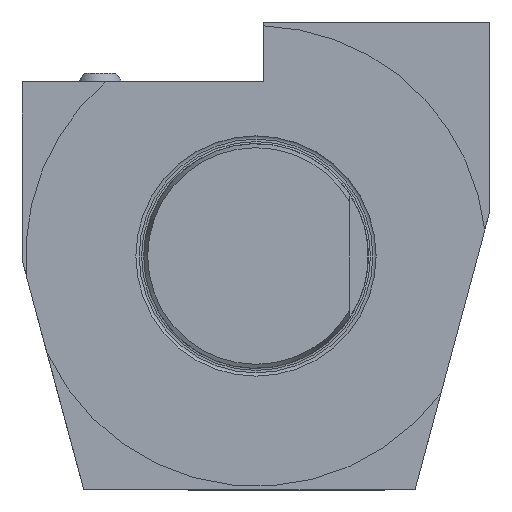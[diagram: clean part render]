
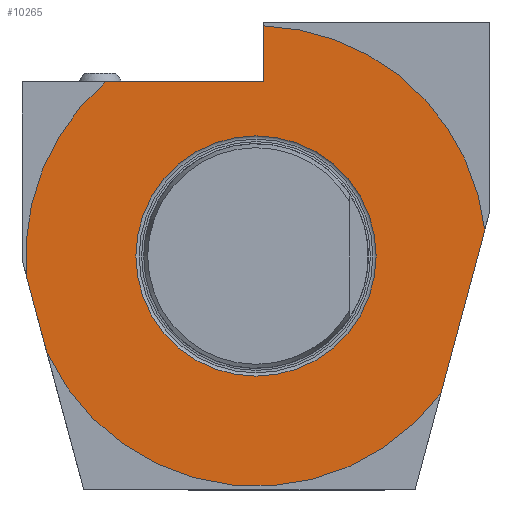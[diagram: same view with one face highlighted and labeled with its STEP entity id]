
A CAD part, front view. The second image highlights one B-rep face of the part: STEP entity #10265.
In plain terms, the highlighted planar face has unit normal (0, -1, 0).
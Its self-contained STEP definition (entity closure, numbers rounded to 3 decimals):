
#48 = VERTEX_POINT ( 'NONE', #18868 ) ;
#396 = CARTESIAN_POINT ( 'NONE',  ( 0., 0., 0. ) ) ;
#536 = EDGE_LOOP ( 'NONE', ( #12575 ) ) ;
#869 = VERTEX_POINT ( 'NONE', #10521 ) ;
#1346 = DIRECTION ( 'NONE',  ( 1., 0., 0. ) ) ;
#1395 = DIRECTION ( 'NONE',  ( 0., 0., -1. ) ) ;
#1586 = EDGE_CURVE ( 'NONE', #10928, #14034, #2844, .T. ) ;
#2222 = VERTEX_POINT ( 'NONE', #8636 ) ;
#2424 = EDGE_CURVE ( 'NONE', #869, #14141, #15461, .T. ) ;
#2481 = DIRECTION ( 'NONE',  ( 0., 1., 0. ) ) ;
#2517 = CARTESIAN_POINT ( 'NONE',  ( 0., 0., 0. ) ) ;
#2741 = CARTESIAN_POINT ( 'NONE',  ( -55.844, 0., -25.763 ) ) ;
#2844 = LINE ( 'NONE', #13917, #8649 ) ;
#3052 = CARTESIAN_POINT ( 'NONE',  ( -32.15, 0., 46.5 ) ) ;
#3665 = CARTESIAN_POINT ( 'NONE',  ( 61.107, 0., 6.942 ) ) ;
#4002 = AXIS2_PLACEMENT_3D ( 'NONE', #12404, #10948, #17235 ) ;
#4542 = DIRECTION ( 'NONE',  ( 0.259, 0., 0.966 ) ) ;
#5297 = VECTOR ( 'NONE', #1395, 1000. ) ;
#5324 = ORIENTED_EDGE ( 'NONE', *, *, #6923, .F. ) ;
#5427 = CARTESIAN_POINT ( 'NONE',  ( 32.095, 0., 0. ) ) ;
#6452 = AXIS2_PLACEMENT_3D ( 'NONE', #18172, #2481, #19825 ) ;
#6923 = EDGE_CURVE ( 'NONE', #48, #14141, #8762, .T. ) ;
#7235 = ORIENTED_EDGE ( 'NONE', *, *, #2424, .T. ) ;
#7312 = VERTEX_POINT ( 'NONE', #11038 ) ;
#8636 = CARTESIAN_POINT ( 'NONE',  ( 2., 0., 46.5 ) ) ;
#8649 = VECTOR ( 'NONE', #20178, 1000. ) ;
#8762 = CIRCLE ( 'NONE', #6452, 61.5 ) ;
#8808 = EDGE_CURVE ( 'NONE', #2222, #7312, #14228, .T. ) ;
#8947 = ORIENTED_EDGE ( 'NONE', *, *, #1586, .T. ) ;
#9516 = FACE_OUTER_BOUND ( 'NONE', #13939, .T. ) ;
#9687 = DIRECTION ( 'NONE',  ( -1., 0., 0. ) ) ;
#9716 = EDGE_CURVE ( 'NONE', #869, #14034, #13231, .T. ) ;
#10265 = ADVANCED_FACE ( 'Defeature completata2_1', ( #9516, #11053 ), #15494, .T. ) ;
#10492 = DIRECTION ( 'NONE',  ( 0., -1., 0. ) ) ;
#10521 = CARTESIAN_POINT ( 'NONE',  ( 49.449, 0., -36.565 ) ) ;
#10928 = VERTEX_POINT ( 'NONE', #15643 ) ;
#10929 = ORIENTED_EDGE ( 'NONE', *, *, #10939, .T. ) ;
#10939 = EDGE_CURVE ( 'NONE', #48, #2222, #15444, .T. ) ;
#10948 = DIRECTION ( 'NONE',  ( 0., 1., 0. ) ) ;
#11038 = CARTESIAN_POINT ( 'NONE',  ( -40.249, 0., 46.5 ) ) ;
#11053 = FACE_BOUND ( 'NONE', #536, .T. ) ;
#11091 = VECTOR ( 'NONE', #9687, 1000. ) ;
#11253 = VECTOR ( 'NONE', #4542, 1000. ) ;
#12404 = CARTESIAN_POINT ( 'NONE',  ( 0., 0., 0. ) ) ;
#12575 = ORIENTED_EDGE ( 'NONE', *, *, #14971, .F. ) ;
#13115 = DIRECTION ( 'NONE',  ( -1., 0., 0. ) ) ;
#13231 = CIRCLE ( 'NONE', #4002, 61.5 ) ;
#13319 = DIRECTION ( 'NONE',  ( 0., 1., 0. ) ) ;
#13457 = ORIENTED_EDGE ( 'NONE', *, *, #16589, .F. ) ;
#13917 = CARTESIAN_POINT ( 'NONE',  ( -60.697, 0., -7.649 ) ) ;
#13939 = EDGE_LOOP ( 'NONE', ( #18825, #7235, #5324, #10929, #16181, #13457, #8947 ) ) ;
#14034 = VERTEX_POINT ( 'NONE', #2741 ) ;
#14119 = CIRCLE ( 'NONE', #16411, 32.095 ) ;
#14141 = VERTEX_POINT ( 'NONE', #3665 ) ;
#14228 = LINE ( 'NONE', #3052, #11091 ) ;
#14971 = EDGE_CURVE ( 'NONE', #19515, #19515, #14119, .T. ) ;
#15101 = AXIS2_PLACEMENT_3D ( 'NONE', #396, #13319, #13115 ) ;
#15323 = DIRECTION ( 'NONE',  ( 1., 0., 0. ) ) ;
#15444 = LINE ( 'NONE', #15546, #5297 ) ;
#15461 = LINE ( 'NONE', #18840, #11253 ) ;
#15494 = PLANE ( 'NONE',  #18167 ) ;
#15546 = CARTESIAN_POINT ( 'NONE',  ( 2., 0., 0. ) ) ;
#15643 = CARTESIAN_POINT ( 'NONE',  ( -61.244, 0., -5.61 ) ) ;
#16092 = CIRCLE ( 'NONE', #15101, 61.5 ) ;
#16181 = ORIENTED_EDGE ( 'NONE', *, *, #8808, .T. ) ;
#16411 = AXIS2_PLACEMENT_3D ( 'NONE', #2517, #10492, #15323 ) ;
#16589 = EDGE_CURVE ( 'NONE', #10928, #7312, #16092, .T. ) ;
#17235 = DIRECTION ( 'NONE',  ( -1., 0., 0. ) ) ;
#17335 = DIRECTION ( 'NONE',  ( 0., -1., 0. ) ) ;
#18167 = AXIS2_PLACEMENT_3D ( 'NONE', #20220, #17335, #1346 ) ;
#18172 = CARTESIAN_POINT ( 'NONE',  ( 0., 0., 0. ) ) ;
#18825 = ORIENTED_EDGE ( 'NONE', *, *, #9716, .F. ) ;
#18840 = CARTESIAN_POINT ( 'NONE',  ( 53.124, 0., -22.849 ) ) ;
#18868 = CARTESIAN_POINT ( 'NONE',  ( 2., 0., 61.467 ) ) ;
#19515 = VERTEX_POINT ( 'NONE', #5427 ) ;
#19825 = DIRECTION ( 'NONE',  ( -1., 0., 0. ) ) ;
#20178 = DIRECTION ( 'NONE',  ( 0.259, 0., -0.966 ) ) ;
#20220 = CARTESIAN_POINT ( 'NONE',  ( -32.15, 0., 0. ) ) ;
